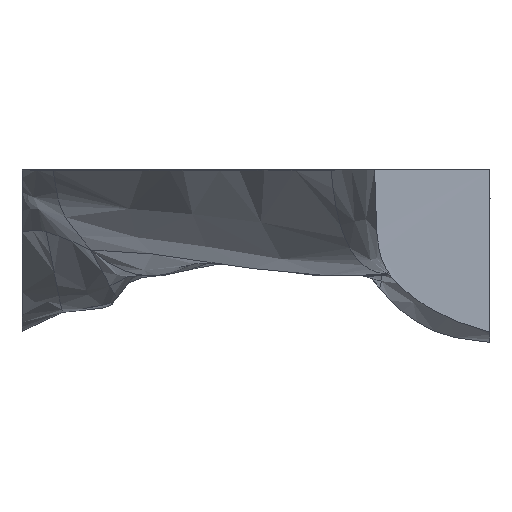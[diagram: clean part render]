
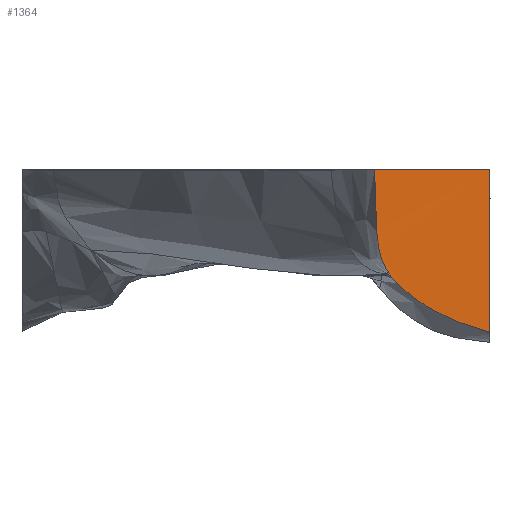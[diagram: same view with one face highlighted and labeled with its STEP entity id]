
A CAD part, left-side view. The second image highlights one B-rep face of the part: STEP entity #1364.
In plain terms, the highlighted planar face has unit normal (1, 0, 0).
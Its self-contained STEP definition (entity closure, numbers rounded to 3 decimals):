
#1214 = CARTESIAN_POINT('', (0.,4.928,10.));
#1215 = VERTEX_POINT('', #1214);
#1234 = CARTESIAN_POINT('', (-0.001,3.679,4.889));
#1235 = VERTEX_POINT('', #1234);
#1243 = CARTESIAN_POINT('', (-0.004,4.924,10.002));
#1244 = CARTESIAN_POINT('', (0.017,4.716,7.778));
#1245 = CARTESIAN_POINT('', (-0.033,5.259,6.156));
#1246 = CARTESIAN_POINT('', (-0.001,3.679,4.889));
#1247 = (BOUNDED_CURVE() B_SPLINE_CURVE(3,(#1243,#1244,#1245,#1246),.UNSPECIFIED.,.F.,.F.) B_SPLINE_CURVE_WITH_KNOTS((4,4),(0.,1.),.UNSPECIFIED.) CURVE() GEOMETRIC_REPRESENTATION_ITEM() RATIONAL_B_SPLINE_CURVE((1.,1.,1.,1.)) REPRESENTATION_ITEM(''));
#1248 = EDGE_CURVE('', #1215, #1235, #1247, .T.);
#1312 = CARTESIAN_POINT('', (0.,0.,3.075));
#1313 = VERTEX_POINT('', #1312);
#1322 = CARTESIAN_POINT('', (0.,0.,10.));
#1323 = VERTEX_POINT('', #1322);
#1331 = CARTESIAN_POINT('', (0.002,0.002,3.073));
#1332 = CARTESIAN_POINT('', (-0.003,-0.003,5.382));
#1333 = CARTESIAN_POINT('', (0.001,0.001,7.691));
#1334 = CARTESIAN_POINT('', (0.,0.,10.));
#1335 = (BOUNDED_CURVE() B_SPLINE_CURVE(3,(#1331,#1332,#1333,#1334),.UNSPECIFIED.,.F.,.F.) B_SPLINE_CURVE_WITH_KNOTS((4,4),(0.,1.),.UNSPECIFIED.) CURVE() GEOMETRIC_REPRESENTATION_ITEM() RATIONAL_B_SPLINE_CURVE((1.,1.,1.,1.)) REPRESENTATION_ITEM(''));
#1336 = EDGE_CURVE('', #1313, #1323, #1335, .T.);
#1341 = CARTESIAN_POINT('', (0.,2.198,7.057));
#1342 = DIRECTION('', (-1.,0.,0.));
#1343 = DIRECTION('', (0.,-1.,0.));
#1344 = AXIS2_PLACEMENT_3D('', #1341, #1342, #1343);
#1345 = PLANE('', #1344);
#1346 = CARTESIAN_POINT('', (0.002,0.002,3.073));
#1347 = CARTESIAN_POINT('', (-0.003,1.445,3.421));
#1348 = CARTESIAN_POINT('', (0.015,2.731,4.051));
#1349 = CARTESIAN_POINT('', (-0.001,3.679,4.889));
#1350 = (BOUNDED_CURVE() B_SPLINE_CURVE(3,(#1346,#1347,#1348,#1349),.UNSPECIFIED.,.F.,.F.) B_SPLINE_CURVE_WITH_KNOTS((4,4),(0.,1.),.UNSPECIFIED.) CURVE() GEOMETRIC_REPRESENTATION_ITEM() RATIONAL_B_SPLINE_CURVE((1.,1.,1.,1.)) REPRESENTATION_ITEM(''));
#1351 = EDGE_CURVE('', #1313, #1235, #1350, .T.);
#1352 = ORIENTED_EDGE('', *,*, #1351, .T.);
#1353 = ORIENTED_EDGE('', *,*, #1336, .F.);
#1354 = CARTESIAN_POINT('', (-0.004,4.924,10.002));
#1355 = CARTESIAN_POINT('', (0.005,3.282,9.998));
#1356 = CARTESIAN_POINT('', (-0.002,1.641,10.));
#1357 = CARTESIAN_POINT('', (0.,0.,10.));
#1358 = (BOUNDED_CURVE() B_SPLINE_CURVE(3,(#1354,#1355,#1356,#1357),.UNSPECIFIED.,.F.,.F.) B_SPLINE_CURVE_WITH_KNOTS((4,4),(0.,1.),.UNSPECIFIED.) CURVE() GEOMETRIC_REPRESENTATION_ITEM() RATIONAL_B_SPLINE_CURVE((1.,1.,1.,1.)) REPRESENTATION_ITEM(''));
#1359 = EDGE_CURVE('', #1215, #1323, #1358, .T.);
#1360 = ORIENTED_EDGE('', *,*, #1359, .T.);
#1361 = ORIENTED_EDGE('', *,*, #1248, .F.);
#1362 = EDGE_LOOP('', (#1352,#1353,#1360,#1361));
#1363 = FACE_OUTER_BOUND('', #1362, .T.);
#1364 = ADVANCED_FACE('', (#1363), #1345, .F.);
